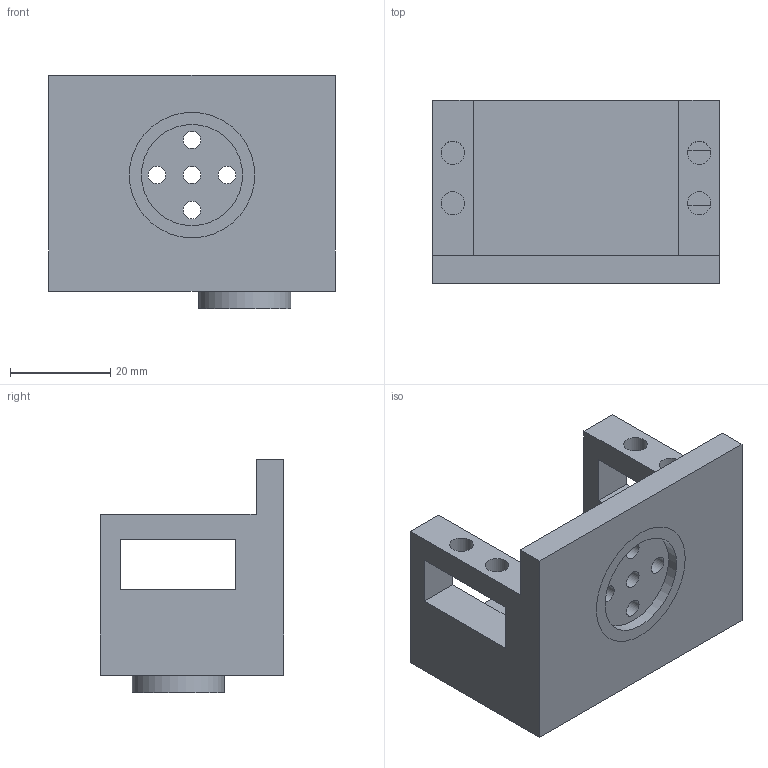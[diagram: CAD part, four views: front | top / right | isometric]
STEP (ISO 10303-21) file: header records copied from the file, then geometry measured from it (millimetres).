
FILE_DESCRIPTION(/* description */ (''),/* implementation_level */ '2;1');
FILE_NAME(/* name */ 'base-holder.step',/* time_stamp */ '2024-02-01T16:22:01+01:00',/* author */ (''),/* organization */ (''),/* preprocessor_version */ 'ST-DEVELOPER v20',/* originating_system */ 'Autodesk Translation Framework v12.14.0.127',/* authorisation */ '');
FILE_SCHEMA (('AUTOMOTIVE_DESIGN { 1 0 10303 214 3 1 1 }'));
Length unit declared in the file: millimetre
Products named in the file (2): base-holder; ring
Assembly tree (1 placements, depth 2):
  base-holder
    ring
Bounding box: 57 x 36.5 x 46.5 mm (x, y, z)
Volume: 29324.6 mm3; surface area: 14760.9 mm2
Topology: 2 solids, 2 shells, 40 faces, 105 edges, 70 vertices
Faces by surface type: plane 27, cylinder 13
Full cylindrical faces by diameter (mm): 3.5 x5, 4.65 x4, 18.35 x1, 20.15 x1, 25 x2
Entity records: 1351 total; most frequent: CARTESIAN_POINT 218, DIRECTION 217, ORIENTED_EDGE 210, EDGE_CURVE 105, LINE 79, VECTOR 79, VERTEX_POINT 70, AXIS2_PLACEMENT_3D 69
